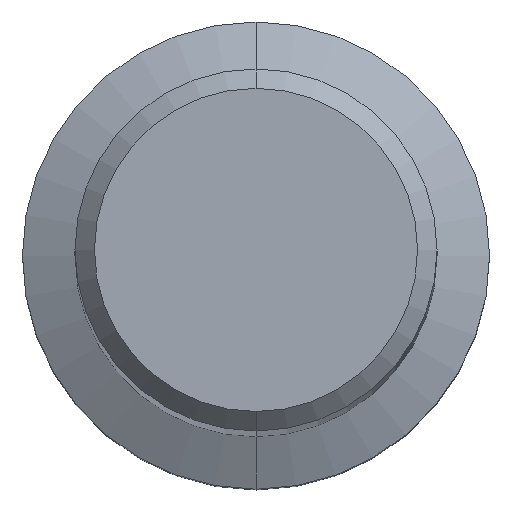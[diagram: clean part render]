
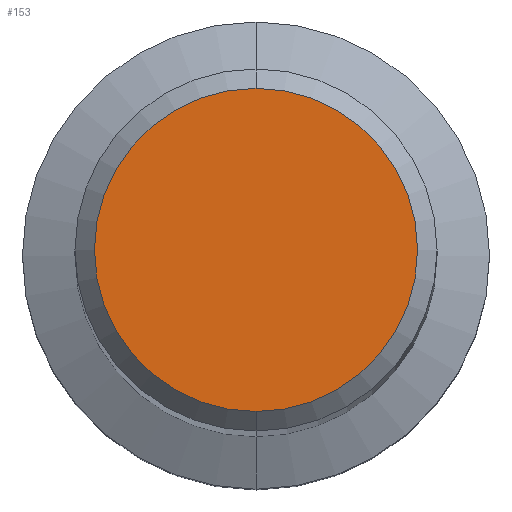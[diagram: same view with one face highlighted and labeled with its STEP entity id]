
A CAD part, top view. The second image highlights one B-rep face of the part: STEP entity #153.
In plain terms, the highlighted planar face has unit normal (0, 0, 1).
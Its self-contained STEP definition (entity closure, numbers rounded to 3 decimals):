
#137=EDGE_CURVE('',#165,#169,#341,.T.);
#153=ADVANCED_FACE('',(#360),#361,.T.);
#165=VERTEX_POINT('',#375);
#169=VERTEX_POINT('',#379);
#279=EDGE_CURVE('',#169,#165,#500,.T.);
#341=CIRCLE('',#560,4.15);
#360=FACE_OUTER_BOUND('',#585,.T.);
#361=PLANE('',#586);
#375=CARTESIAN_POINT('',(0.,-4.15,0.0));
#379=CARTESIAN_POINT('',(0.0,4.15,0.0));
#500=CIRCLE('',#763,4.15);
#560=AXIS2_PLACEMENT_3D('',#835,#836,#837);
#585=EDGE_LOOP('',(#863,#864));
#586=AXIS2_PLACEMENT_3D('',#865,#866,#867);
#763=AXIS2_PLACEMENT_3D('',#1034,#1035,#1036);
#835=CARTESIAN_POINT('',(0.0,0.0,0.0));
#836=DIRECTION('',(0.0,0.0,-1.0));
#837=DIRECTION('',(0.0,1.0,0.0));
#863=ORIENTED_EDGE('',*,*,#279,.F.);
#864=ORIENTED_EDGE('',*,*,#137,.F.);
#865=CARTESIAN_POINT('',(0.0,2.075,0.0));
#866=DIRECTION('',(-0.0,0.0,1.0));
#867=DIRECTION('',(0.0,-1.0,0.0));
#1034=CARTESIAN_POINT('',(0.0,0.0,0.0));
#1035=DIRECTION('',(0.0,0.0,-1.0));
#1036=DIRECTION('',(0.0,1.0,0.0));
